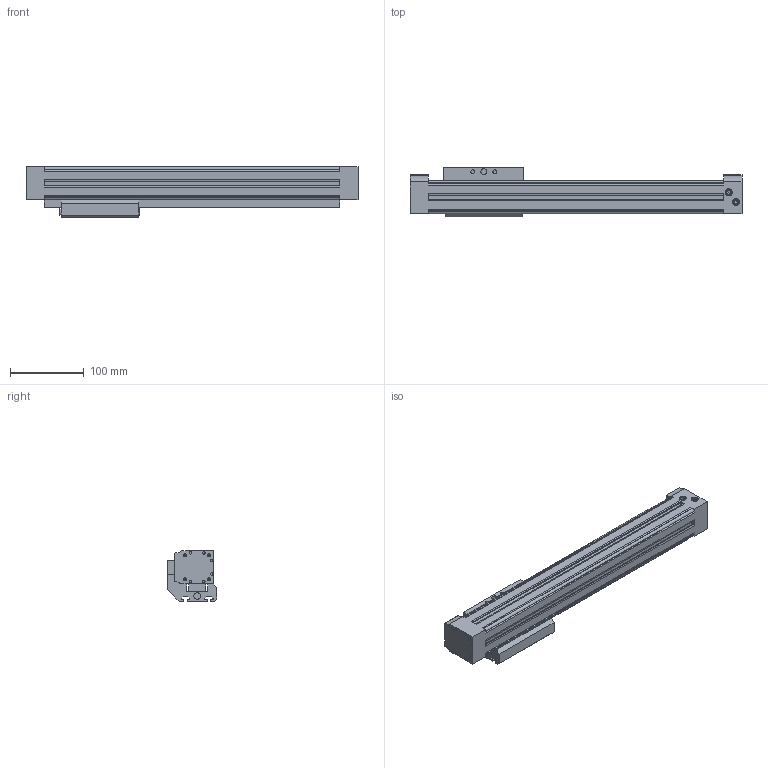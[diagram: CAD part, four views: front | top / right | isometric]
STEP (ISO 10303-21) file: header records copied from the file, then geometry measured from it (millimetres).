
FILE_DESCRIPTION(/* description */ ('STEP AP214'),/* implementation_level */ '2;1');
FILE_NAME(/* name */ '526649_DGPL-25-250-PPV-A-B-KF',/* time_stamp */ '2024-08-15T23:47:00+02:00',/* author */ ('License CC BY-ND 4.0'),/* organization */ ('CADENAS'),/* preprocessor_version */ 'ST-DEVELOPER v19.3',/* originating_system */ 'PARTsolutions',/* authorisation */ ' ');
FILE_SCHEMA (('AUTOMOTIVE_DESIGN {1 0 10303 214 3 1 1}'));
Length unit declared in the file: millimetre
Products named in the file (6): 526649 DGPL-25-250-PPV-A-B-KF---(asm_0); DGPL-25-250-PPV-A-B-KF-GK-SH---(ZR_0); DGP-25(M)-(-GK); DGP-25-(slide)-(-GK); 25x250-2-(S_1); 116515 G1/8
Assembly tree (8 placements, depth 2):
  526649 DGPL-25-250-PPV-A-B-KF---(asm_0)
    DGPL-25-250-PPV-A-B-KF-GK-SH---(ZR_0)
    DGP-25(M)-(-GK)
    DGP-25-(slide)-(-GK)
    25x250-2-(S_1)
    116515 G1/8  x4
Bounding box: 450 x 67 x 68.5 mm (x, y, z)
Volume: 1117170.3 mm3; surface area: 185062.6 mm2
Topology: 8 solids, 8 shells, 369 faces, 881 edges, 562 vertices
Faces by surface type: plane 225, cylinder 92, cone 52
Full cylindrical faces by diameter (mm): 3.242 x8, 3.3 x12, 4.134 x2, 4.917 x2, 5.2 x2, 8 x1, 8.566 x6, 9 x4, 9.728 x12, 14 x1
Entity records: 8521 total; most frequent: DIRECTION 1437, CARTESIAN_POINT 1417, ORIENTED_EDGE 1260, EDGE_CURVE 630, AXIS2_PLACEMENT_3D 510, VERTEX_POINT 460, FACE_BOUND 418, LINE 417
